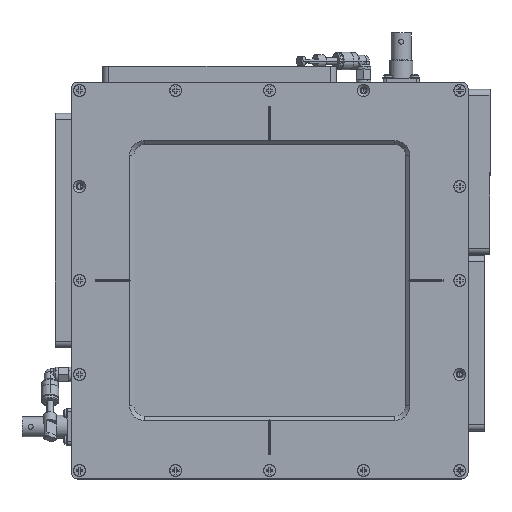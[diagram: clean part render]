
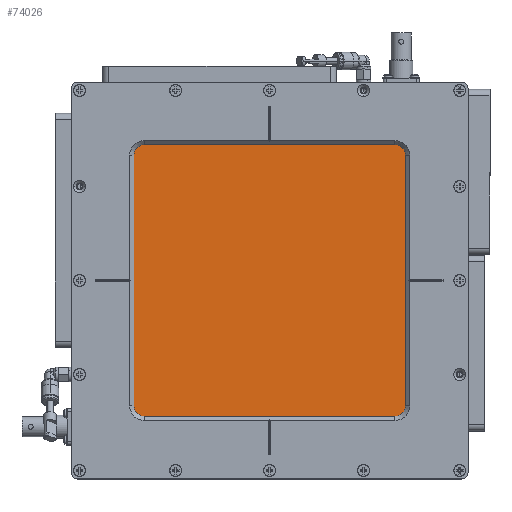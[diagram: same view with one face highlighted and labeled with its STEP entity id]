
A CAD part, top view. The second image highlights one B-rep face of the part: STEP entity #74026.
In plain terms, the highlighted planar face has unit normal (0, 0, 1).
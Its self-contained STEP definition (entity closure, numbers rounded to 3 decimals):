
#984 = VERTEX_POINT ( 'NONE', #43686 ) ;
#2053 = ORIENTED_EDGE ( 'NONE', *, *, #208398, .T. ) ;
#3463 = VECTOR ( 'NONE', #12176, 1000. ) ;
#5038 = EDGE_CURVE ( 'NONE', #101982, #109870, #163258, .T. ) ;
#7067 = VERTEX_POINT ( 'NONE', #188430 ) ;
#9367 = EDGE_CURVE ( 'NONE', #7067, #140764, #44224, .T. ) ;
#12176 = DIRECTION ( 'NONE',  ( 0., 1., 0. ) ) ;
#12508 = DIRECTION ( 'NONE',  ( 0., 0., 1. ) ) ;
#14463 = ORIENTED_EDGE ( 'NONE', *, *, #37445, .T. ) ;
#17278 = ORIENTED_EDGE ( 'NONE', *, *, #106855, .T. ) ;
#17648 = ORIENTED_EDGE ( 'NONE', *, *, #9367, .T. ) ;
#19585 = AXIS2_PLACEMENT_3D ( 'NONE', #62641, #180004, #79470 ) ;
#25679 = ORIENTED_EDGE ( 'NONE', *, *, #54239, .T. ) ;
#27523 = CARTESIAN_POINT ( 'NONE',  ( 78.5, 84.5, 20.987 ) ) ;
#32441 = VECTOR ( 'NONE', #121969, 1000. ) ;
#37445 = EDGE_CURVE ( 'NONE', #118258, #7067, #51540, .T. ) ;
#43686 = CARTESIAN_POINT ( 'NONE',  ( 78.5, 84.5, 20.987 ) ) ;
#44224 = CIRCLE ( 'NONE', #200841, 6. ) ;
#45172 = CARTESIAN_POINT ( 'NONE',  ( 84.5, 78.5, 20.987 ) ) ;
#46551 = DIRECTION ( 'NONE',  ( 0., 0., 1. ) ) ;
#48088 = LINE ( 'NONE', #45172, #3463 ) ;
#51540 = LINE ( 'NONE', #66206, #185381 ) ;
#54239 = EDGE_CURVE ( 'NONE', #166794, #118258, #210788, .T. ) ;
#60217 = CARTESIAN_POINT ( 'NONE',  ( -78.5, -84.5, 20.987 ) ) ;
#60651 = CARTESIAN_POINT ( 'NONE',  ( -78.5, -78.5, 20.987 ) ) ;
#61393 = VERTEX_POINT ( 'NONE', #91960 ) ;
#62641 = CARTESIAN_POINT ( 'NONE',  ( -78.5, 78.5, 20.987 ) ) ;
#66206 = CARTESIAN_POINT ( 'NONE',  ( 78.5, -84.5, 20.987 ) ) ;
#74026 = ADVANCED_FACE ( 'NONE', ( #84910 ), #129694, .F. ) ;
#75245 = VECTOR ( 'NONE', #144819, 1000. ) ;
#76917 = EDGE_LOOP ( 'NONE', ( #17278, #86078, #116911, #2053, #25679, #14463, #17648, #90493 ) ) ;
#77456 = DIRECTION ( 'NONE',  ( 0., -1., 0. ) ) ;
#79470 = DIRECTION ( 'NONE',  ( 0., 1., 0. ) ) ;
#82263 = LINE ( 'NONE', #105022, #32441 ) ;
#84910 = FACE_OUTER_BOUND ( 'NONE', #76917, .T. ) ;
#86078 = ORIENTED_EDGE ( 'NONE', *, *, #156445, .T. ) ;
#90493 = ORIENTED_EDGE ( 'NONE', *, *, #110795, .T. ) ;
#91960 = CARTESIAN_POINT ( 'NONE',  ( 84.5, 78.5, 20.987 ) ) ;
#96585 = CARTESIAN_POINT ( 'NONE',  ( -92., -92., 20.987 ) ) ;
#98859 = CIRCLE ( 'NONE', #195651, 6. ) ;
#101982 = VERTEX_POINT ( 'NONE', #203656 ) ;
#105022 = CARTESIAN_POINT ( 'NONE',  ( -84.5, 78.5, 20.987 ) ) ;
#106855 = EDGE_CURVE ( 'NONE', #61393, #984, #98859, .T. ) ;
#109870 = VERTEX_POINT ( 'NONE', #135850 ) ;
#110795 = EDGE_CURVE ( 'NONE', #140764, #61393, #48088, .T. ) ;
#112951 = CARTESIAN_POINT ( 'NONE',  ( 78.5, 78.5, 20.987 ) ) ;
#113483 = DIRECTION ( 'NONE',  ( 0., -1., 0. ) ) ;
#116911 = ORIENTED_EDGE ( 'NONE', *, *, #5038, .T. ) ;
#118258 = VERTEX_POINT ( 'NONE', #60217 ) ;
#121969 = DIRECTION ( 'NONE',  ( 0., -1., 0. ) ) ;
#129694 = PLANE ( 'NONE',  #189853 ) ;
#129883 = DIRECTION ( 'NONE',  ( 0., -1., 0. ) ) ;
#135850 = CARTESIAN_POINT ( 'NONE',  ( -84.5, 78.5, 20.987 ) ) ;
#140764 = VERTEX_POINT ( 'NONE', #202945 ) ;
#144819 = DIRECTION ( 'NONE',  ( -1., 0., 0. ) ) ;
#147023 = CARTESIAN_POINT ( 'NONE',  ( 78.5, -78.5, 20.987 ) ) ;
#156445 = EDGE_CURVE ( 'NONE', #984, #101982, #203851, .T. ) ;
#163258 = CIRCLE ( 'NONE', #19585, 6. ) ;
#163831 = DIRECTION ( 'NONE',  ( 0., -1., 0. ) ) ;
#166671 = DIRECTION ( 'NONE',  ( 1., 0., 0. ) ) ;
#166794 = VERTEX_POINT ( 'NONE', #175834 ) ;
#175834 = CARTESIAN_POINT ( 'NONE',  ( -84.5, -78.5, 20.987 ) ) ;
#177953 = DIRECTION ( 'NONE',  ( 0., 0., 1. ) ) ;
#180004 = DIRECTION ( 'NONE',  ( 0., 0., 1. ) ) ;
#185381 = VECTOR ( 'NONE', #166671, 1000. ) ;
#188430 = CARTESIAN_POINT ( 'NONE',  ( 78.5, -84.5, 20.987 ) ) ;
#189853 = AXIS2_PLACEMENT_3D ( 'NONE', #96585, #213985, #113483 ) ;
#195651 = AXIS2_PLACEMENT_3D ( 'NONE', #112951, #12508, #129883 ) ;
#200841 = AXIS2_PLACEMENT_3D ( 'NONE', #147023, #46551, #163831 ) ;
#202945 = CARTESIAN_POINT ( 'NONE',  ( 84.5, -78.5, 20.987 ) ) ;
#203656 = CARTESIAN_POINT ( 'NONE',  ( -78.5, 84.5, 20.987 ) ) ;
#203851 = LINE ( 'NONE', #27523, #75245 ) ;
#208398 = EDGE_CURVE ( 'NONE', #109870, #166794, #82263, .T. ) ;
#210788 = CIRCLE ( 'NONE', #217000, 6. ) ;
#213985 = DIRECTION ( 'NONE',  ( 0., 0., -1. ) ) ;
#217000 = AXIS2_PLACEMENT_3D ( 'NONE', #60651, #177953, #77456 ) ;
